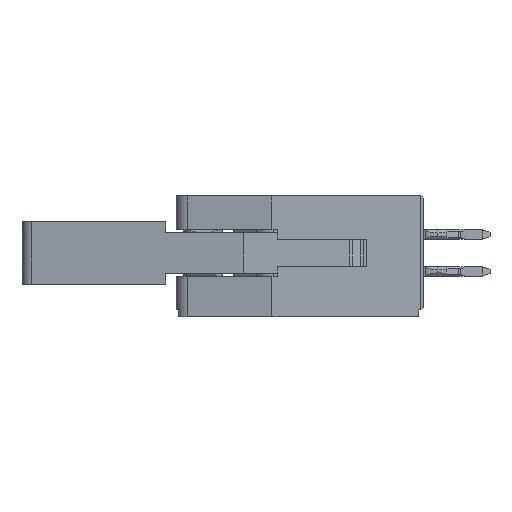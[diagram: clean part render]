
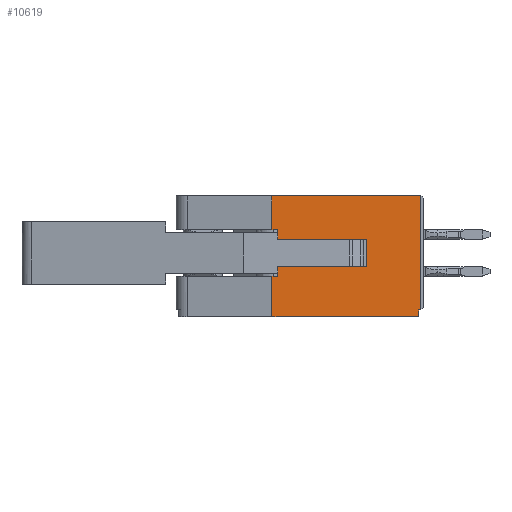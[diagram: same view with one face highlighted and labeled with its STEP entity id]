
A CAD part, left-side view. The second image highlights one B-rep face of the part: STEP entity #10619.
In plain terms, the highlighted planar face has unit normal (-1, 0, 0).
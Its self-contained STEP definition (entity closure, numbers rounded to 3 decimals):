
#7339=CARTESIAN_POINT('',(-24.482,0.409,3.769));
#7340=VERTEX_POINT('',#7339);
#7350=CARTESIAN_POINT('',(-24.482,-9.841,3.769));
#7351=VERTEX_POINT('',#7350);
#7352=CARTESIAN_POINT('',(-24.482,0.409,3.769));
#7353=CARTESIAN_POINT('',(-24.482,-1.641,3.769));
#7354=CARTESIAN_POINT('',(-24.482,-3.691,3.769));
#7355=CARTESIAN_POINT('',(-24.482,-5.741,3.769));
#7356=CARTESIAN_POINT('',(-24.482,-7.791,3.769));
#7357=CARTESIAN_POINT('',(-24.482,-9.841,3.769));
#7358=B_SPLINE_CURVE_WITH_KNOTS('',5,(#7352,#7353,#7354,#7355,#7356,#7357),.UNSPECIFIED.,.F.,.U.,(6,6),(0.,10.25),.UNSPECIFIED.);
#7359=EDGE_CURVE('',#7340,#7351,#7358,.T.);
#10456=CARTESIAN_POINT('',(-24.482,0.409,1.444));
#10457=VERTEX_POINT('',#10456);
#10467=CARTESIAN_POINT('',(-24.482,0.409,1.444));
#10468=CARTESIAN_POINT('',(-24.482,0.409,1.909));
#10469=CARTESIAN_POINT('',(-24.482,0.409,2.374));
#10470=CARTESIAN_POINT('',(-24.482,0.409,2.839));
#10471=CARTESIAN_POINT('',(-24.482,0.409,3.304));
#10472=CARTESIAN_POINT('',(-24.482,0.409,3.769));
#10473=B_SPLINE_CURVE_WITH_KNOTS('',5,(#10467,#10468,#10469,#10470,#10471,#10472),.UNSPECIFIED.,.F.,.U.,(6,6),(0.,2.325),.UNSPECIFIED.);
#10474=EDGE_CURVE('',#10457,#7340,#10473,.T.);
#10480=CARTESIAN_POINT('',(-24.482,-4.716,-0.381));
#10481=DIRECTION('',(0.,-1.,0.));
#10482=DIRECTION('',(-1.,0.,0.));
#10483=AXIS2_PLACEMENT_3D('',#10480,#10482,#10481);
#10484=PLANE('',#10483);
#10485=CARTESIAN_POINT('',(-24.482,-6.091,0.794));
#10486=VERTEX_POINT('',#10485);
#10487=CARTESIAN_POINT('',(-24.482,-6.091,-1.106));
#10488=VERTEX_POINT('',#10487);
#10489=CARTESIAN_POINT('',(-24.482,-6.091,0.794));
#10490=CARTESIAN_POINT('',(-24.482,-6.091,0.414));
#10491=CARTESIAN_POINT('',(-24.482,-6.091,0.034));
#10492=CARTESIAN_POINT('',(-24.482,-6.091,-0.346));
#10493=CARTESIAN_POINT('',(-24.482,-6.091,-0.726));
#10494=CARTESIAN_POINT('',(-24.482,-6.091,-1.106));
#10495=B_SPLINE_CURVE_WITH_KNOTS('',5,(#10489,#10490,#10491,#10492,#10493,#10494),.UNSPECIFIED.,.F.,.U.,(6,6),(0.,1.9),.UNSPECIFIED.);
#10496=EDGE_CURVE('',#10486,#10488,#10495,.T.);
#10497=ORIENTED_EDGE('',*,*,#10496,.T.);
#10498=CARTESIAN_POINT('',(-24.482,0.009,-1.106));
#10499=VERTEX_POINT('',#10498);
#10500=CARTESIAN_POINT('',(-24.482,-6.091,-1.106));
#10501=CARTESIAN_POINT('',(-24.482,-4.871,-1.106));
#10502=CARTESIAN_POINT('',(-24.482,-3.651,-1.106));
#10503=CARTESIAN_POINT('',(-24.482,-2.431,-1.106));
#10504=CARTESIAN_POINT('',(-24.482,-1.211,-1.106));
#10505=CARTESIAN_POINT('',(-24.482,0.009,-1.106));
#10506=B_SPLINE_CURVE_WITH_KNOTS('',5,(#10500,#10501,#10502,#10503,#10504,#10505),.UNSPECIFIED.,.F.,.U.,(6,6),(0.,6.1),.UNSPECIFIED.);
#10507=EDGE_CURVE('',#10488,#10499,#10506,.T.);
#10508=ORIENTED_EDGE('',*,*,#10507,.T.);
#10509=CARTESIAN_POINT('',(-24.482,0.009,-1.756));
#10510=VERTEX_POINT('',#10509);
#10511=CARTESIAN_POINT('',(-24.482,0.009,-1.106));
#10512=CARTESIAN_POINT('',(-24.482,0.009,-1.236));
#10513=CARTESIAN_POINT('',(-24.482,0.009,-1.366));
#10514=CARTESIAN_POINT('',(-24.482,0.009,-1.496));
#10515=CARTESIAN_POINT('',(-24.482,0.009,-1.626));
#10516=CARTESIAN_POINT('',(-24.482,0.009,-1.756));
#10517=B_SPLINE_CURVE_WITH_KNOTS('',5,(#10511,#10512,#10513,#10514,#10515,#10516),.UNSPECIFIED.,.F.,.U.,(6,6),(0.,0.65),.UNSPECIFIED.);
#10518=EDGE_CURVE('',#10499,#10510,#10517,.T.);
#10519=ORIENTED_EDGE('',*,*,#10518,.T.);
#10520=CARTESIAN_POINT('',(-24.482,0.409,-1.756));
#10521=VERTEX_POINT('',#10520);
#10522=CARTESIAN_POINT('',(-24.482,0.009,-1.756));
#10523=CARTESIAN_POINT('',(-24.482,0.089,-1.756));
#10524=CARTESIAN_POINT('',(-24.482,0.169,-1.756));
#10525=CARTESIAN_POINT('',(-24.482,0.249,-1.756));
#10526=CARTESIAN_POINT('',(-24.482,0.329,-1.756));
#10527=CARTESIAN_POINT('',(-24.482,0.409,-1.756));
#10528=B_SPLINE_CURVE_WITH_KNOTS('',5,(#10522,#10523,#10524,#10525,#10526,#10527),.UNSPECIFIED.,.F.,.U.,(6,6),(0.,0.4),.UNSPECIFIED.);
#10529=EDGE_CURVE('',#10510,#10521,#10528,.T.);
#10530=ORIENTED_EDGE('',*,*,#10529,.T.);
#10531=CARTESIAN_POINT('',(-24.482,0.409,-4.531));
#10532=VERTEX_POINT('',#10531);
#10533=CARTESIAN_POINT('',(-24.482,0.409,-1.756));
#10534=CARTESIAN_POINT('',(-24.482,0.409,-2.311));
#10535=CARTESIAN_POINT('',(-24.482,0.409,-2.866));
#10536=CARTESIAN_POINT('',(-24.482,0.409,-3.421));
#10537=CARTESIAN_POINT('',(-24.482,0.409,-3.976));
#10538=CARTESIAN_POINT('',(-24.482,0.409,-4.531));
#10539=B_SPLINE_CURVE_WITH_KNOTS('',5,(#10533,#10534,#10535,#10536,#10537,#10538),.UNSPECIFIED.,.F.,.U.,(6,6),(0.,2.775),.UNSPECIFIED.);
#10540=EDGE_CURVE('',#10521,#10532,#10539,.T.);
#10541=ORIENTED_EDGE('',*,*,#10540,.T.);
#10542=CARTESIAN_POINT('',(-24.482,-9.691,-4.531));
#10543=VERTEX_POINT('',#10542);
#10544=CARTESIAN_POINT('',(-24.482,0.409,-4.531));
#10545=CARTESIAN_POINT('',(-24.482,-1.611,-4.531));
#10546=CARTESIAN_POINT('',(-24.482,-3.631,-4.531));
#10547=CARTESIAN_POINT('',(-24.482,-5.651,-4.531));
#10548=CARTESIAN_POINT('',(-24.482,-7.671,-4.531));
#10549=CARTESIAN_POINT('',(-24.482,-9.691,-4.531));
#10550=B_SPLINE_CURVE_WITH_KNOTS('',5,(#10544,#10545,#10546,#10547,#10548,#10549),.UNSPECIFIED.,.F.,.U.,(6,6),(0.,10.1),.UNSPECIFIED.);
#10551=EDGE_CURVE('',#10532,#10543,#10550,.T.);
#10552=ORIENTED_EDGE('',*,*,#10551,.T.);
#10553=CARTESIAN_POINT('',(-24.482,-9.691,-4.081));
#10554=VERTEX_POINT('',#10553);
#10555=CARTESIAN_POINT('',(-24.482,-9.691,-4.531));
#10556=CARTESIAN_POINT('',(-24.482,-9.691,-4.441));
#10557=CARTESIAN_POINT('',(-24.482,-9.691,-4.351));
#10558=CARTESIAN_POINT('',(-24.482,-9.691,-4.261));
#10559=CARTESIAN_POINT('',(-24.482,-9.691,-4.171));
#10560=CARTESIAN_POINT('',(-24.482,-9.691,-4.081));
#10561=B_SPLINE_CURVE_WITH_KNOTS('',5,(#10555,#10556,#10557,#10558,#10559,#10560),.UNSPECIFIED.,.F.,.U.,(6,6),(0.,0.45),.UNSPECIFIED.);
#10562=EDGE_CURVE('',#10543,#10554,#10561,.T.);
#10563=ORIENTED_EDGE('',*,*,#10562,.T.);
#10564=CARTESIAN_POINT('',(-24.482,-9.841,-4.081));
#10565=VERTEX_POINT('',#10564);
#10566=CARTESIAN_POINT('',(-24.482,-9.691,-4.081));
#10567=CARTESIAN_POINT('',(-24.482,-9.721,-4.081));
#10568=CARTESIAN_POINT('',(-24.482,-9.751,-4.081));
#10569=CARTESIAN_POINT('',(-24.482,-9.781,-4.081));
#10570=CARTESIAN_POINT('',(-24.482,-9.811,-4.081));
#10571=CARTESIAN_POINT('',(-24.482,-9.841,-4.081));
#10572=B_SPLINE_CURVE_WITH_KNOTS('',5,(#10566,#10567,#10568,#10569,#10570,#10571),.UNSPECIFIED.,.F.,.U.,(6,6),(0.,0.15),.UNSPECIFIED.);
#10573=EDGE_CURVE('',#10554,#10565,#10572,.T.);
#10574=ORIENTED_EDGE('',*,*,#10573,.T.);
#10575=CARTESIAN_POINT('',(-24.482,-9.841,-4.081));
#10576=CARTESIAN_POINT('',(-24.482,-9.841,-2.511));
#10577=CARTESIAN_POINT('',(-24.482,-9.841,-0.941));
#10578=CARTESIAN_POINT('',(-24.482,-9.841,0.629));
#10579=CARTESIAN_POINT('',(-24.482,-9.841,2.199));
#10580=CARTESIAN_POINT('',(-24.482,-9.841,3.769));
#10581=B_SPLINE_CURVE_WITH_KNOTS('',5,(#10575,#10576,#10577,#10578,#10579,#10580),.UNSPECIFIED.,.F.,.U.,(6,6),(0.,7.85),.UNSPECIFIED.);
#10582=EDGE_CURVE('',#10565,#7351,#10581,.T.);
#10583=ORIENTED_EDGE('',*,*,#10582,.T.);
#10584=ORIENTED_EDGE('',*,*,#7359,.F.);
#10585=ORIENTED_EDGE('',*,*,#10474,.F.);
#10586=CARTESIAN_POINT('',(-24.482,0.009,1.444));
#10587=VERTEX_POINT('',#10586);
#10588=CARTESIAN_POINT('',(-24.482,0.409,1.444));
#10589=CARTESIAN_POINT('',(-24.482,0.329,1.444));
#10590=CARTESIAN_POINT('',(-24.482,0.249,1.444));
#10591=CARTESIAN_POINT('',(-24.482,0.169,1.444));
#10592=CARTESIAN_POINT('',(-24.482,0.089,1.444));
#10593=CARTESIAN_POINT('',(-24.482,0.009,1.444));
#10594=B_SPLINE_CURVE_WITH_KNOTS('',5,(#10588,#10589,#10590,#10591,#10592,#10593),.UNSPECIFIED.,.F.,.U.,(6,6),(0.,0.4),.UNSPECIFIED.);
#10595=EDGE_CURVE('',#10457,#10587,#10594,.T.);
#10596=ORIENTED_EDGE('',*,*,#10595,.T.);
#10597=CARTESIAN_POINT('',(-24.482,0.009,0.794));
#10598=VERTEX_POINT('',#10597);
#10599=CARTESIAN_POINT('',(-24.482,0.009,1.444));
#10600=CARTESIAN_POINT('',(-24.482,0.009,1.314));
#10601=CARTESIAN_POINT('',(-24.482,0.009,1.184));
#10602=CARTESIAN_POINT('',(-24.482,0.009,1.054));
#10603=CARTESIAN_POINT('',(-24.482,0.009,0.924));
#10604=CARTESIAN_POINT('',(-24.482,0.009,0.794));
#10605=B_SPLINE_CURVE_WITH_KNOTS('',5,(#10599,#10600,#10601,#10602,#10603,#10604),.UNSPECIFIED.,.F.,.U.,(6,6),(0.,0.65),.UNSPECIFIED.);
#10606=EDGE_CURVE('',#10587,#10598,#10605,.T.);
#10607=ORIENTED_EDGE('',*,*,#10606,.T.);
#10608=CARTESIAN_POINT('',(-24.482,0.009,0.794));
#10609=CARTESIAN_POINT('',(-24.482,-1.211,0.794));
#10610=CARTESIAN_POINT('',(-24.482,-2.431,0.794));
#10611=CARTESIAN_POINT('',(-24.482,-3.651,0.794));
#10612=CARTESIAN_POINT('',(-24.482,-4.871,0.794));
#10613=CARTESIAN_POINT('',(-24.482,-6.091,0.794));
#10614=B_SPLINE_CURVE_WITH_KNOTS('',5,(#10608,#10609,#10610,#10611,#10612,#10613),.UNSPECIFIED.,.F.,.U.,(6,6),(0.,6.1),.UNSPECIFIED.);
#10615=EDGE_CURVE('',#10598,#10486,#10614,.T.);
#10616=ORIENTED_EDGE('',*,*,#10615,.T.);
#10617=EDGE_LOOP('',(#10497,#10508,#10519,#10530,#10541,#10552,#10563,#10574,#10583,#10584,#10585,#10596,#10607,#10616));
#10618=FACE_OUTER_BOUND('',#10617,.T.);
#10619=ADVANCED_FACE('',(#10618),#10484,.T.);
